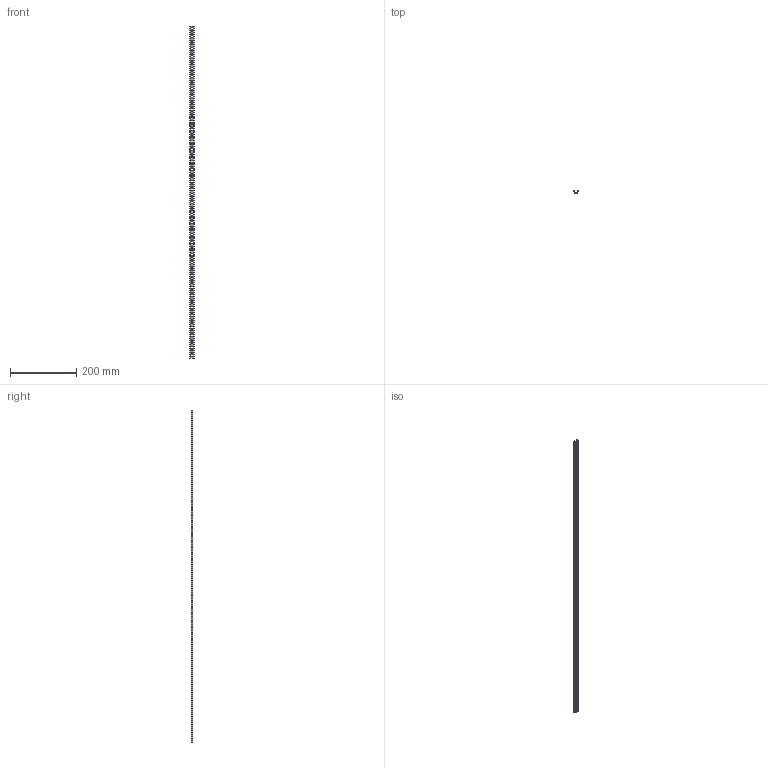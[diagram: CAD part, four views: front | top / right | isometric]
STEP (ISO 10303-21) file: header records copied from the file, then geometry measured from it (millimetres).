
FILE_DESCRIPTION(/* description */ (''),/* implementation_level */ '2;1');
FILE_NAME(/* name */ 'CA601S.stp',/* time_stamp */ '2016-08-23T11:46:14-04:00',/* author */ ('CAD Station'),/* organization */ (''),/* preprocessor_version */ 'ST-DEVELOPER v16.1',/* originating_system */ 'Autodesk Inventor 2016',/* authorisation */ '');
FILE_SCHEMA (('AUTOMOTIVE_DESIGN { 1 0 10303 214 3 1 1 }'));
Length unit declared in the file: millimetre
Products named in the file (1): CA601S
Bounding box: 15 x 5.5 x 1000 mm (x, y, z)
Volume: 20168 mm3; surface area: 43840.8 mm2
Topology: 1 solids, 1 shells, 222 faces, 660 edges, 440 vertices
Faces by surface type: plane 114, cylinder 108
Entity records: 7724 total; most frequent: CARTESIAN_POINT 1323, DIRECTION 1322, ORIENTED_EDGE 1320, EDGE_CURVE 660, LINE 444, VECTOR 444, VERTEX_POINT 440, AXIS2_PLACEMENT_3D 439
